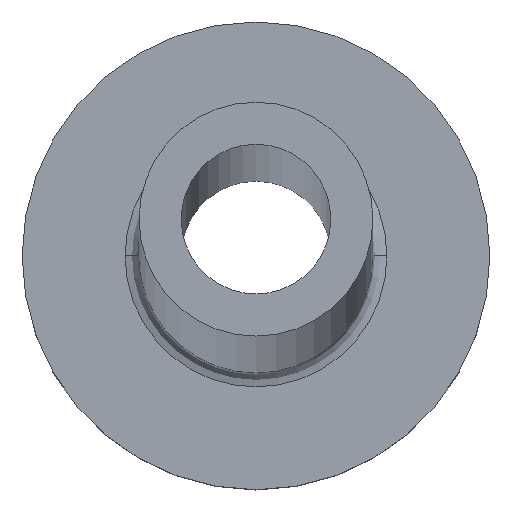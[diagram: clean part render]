
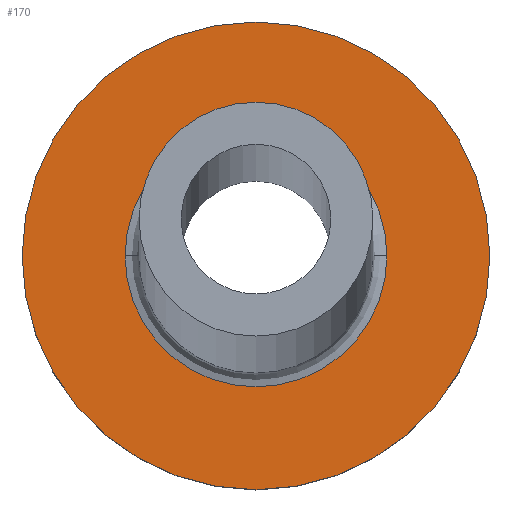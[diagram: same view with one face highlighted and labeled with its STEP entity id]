
A CAD part, top view. The second image highlights one B-rep face of the part: STEP entity #170.
In plain terms, the highlighted planar face has unit normal (0, 0, 1).
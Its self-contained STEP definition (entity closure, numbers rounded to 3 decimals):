
#1 = CIRCLE ( 'NONE', #56, 5. ) ;
#2 = CIRCLE ( 'NONE', #191, 5. ) ;
#3 = CARTESIAN_POINT ( 'NONE',  ( 0., 0., 3. ) ) ;
#14 = AXIS2_PLACEMENT_3D ( 'NONE', #254, #75, #371 ) ;
#28 = ORIENTED_EDGE ( 'NONE', *, *, #236, .T. ) ;
#32 = CARTESIAN_POINT ( 'NONE',  ( 2.8, 0., 3. ) ) ;
#37 = CARTESIAN_POINT ( 'NONE',  ( -5., 0., 3. ) ) ;
#56 = AXIS2_PLACEMENT_3D ( 'NONE', #232, #380, #237 ) ;
#59 = FACE_OUTER_BOUND ( 'NONE', #330, .T. ) ;
#65 = VERTEX_POINT ( 'NONE', #240 ) ;
#75 = DIRECTION ( 'NONE',  ( 0., 0., -1. ) ) ;
#84 = PLANE ( 'NONE',  #136 ) ;
#102 = DIRECTION ( 'NONE',  ( 1., 0., 0. ) ) ;
#107 = CARTESIAN_POINT ( 'NONE',  ( 5., 0., 3. ) ) ;
#136 = AXIS2_PLACEMENT_3D ( 'NONE', #287, #198, #102 ) ;
#139 = DIRECTION ( 'NONE',  ( 1., 0., 0. ) ) ;
#156 = ORIENTED_EDGE ( 'NONE', *, *, #308, .T. ) ;
#164 = CIRCLE ( 'NONE', #14, 2.8 ) ;
#170 = ADVANCED_FACE ( 'NONE', ( #376, #59 ), #84, .T. ) ;
#174 = CARTESIAN_POINT ( 'NONE',  ( 0., 0., 3. ) ) ;
#180 = EDGE_LOOP ( 'NONE', ( #28, #336 ) ) ;
#191 = AXIS2_PLACEMENT_3D ( 'NONE', #174, #234, #294 ) ;
#198 = DIRECTION ( 'NONE',  ( 0., 0., 1. ) ) ;
#202 = DIRECTION ( 'NONE',  ( 0., 0., -1. ) ) ;
#207 = CIRCLE ( 'NONE', #329, 2.8 ) ;
#232 = CARTESIAN_POINT ( 'NONE',  ( 0., 0., 3. ) ) ;
#234 = DIRECTION ( 'NONE',  ( 0., 0., 1. ) ) ;
#236 = EDGE_CURVE ( 'NONE', #306, #65, #164, .T. ) ;
#237 = DIRECTION ( 'NONE',  ( 1., 0., 0. ) ) ;
#240 = CARTESIAN_POINT ( 'NONE',  ( -2.8, 0., 3. ) ) ;
#247 = VERTEX_POINT ( 'NONE', #107 ) ;
#254 = CARTESIAN_POINT ( 'NONE',  ( 0., 0., 3. ) ) ;
#281 = EDGE_CURVE ( 'NONE', #247, #334, #1, .T. ) ;
#287 = CARTESIAN_POINT ( 'NONE',  ( 0., 0., 3. ) ) ;
#294 = DIRECTION ( 'NONE',  ( 1., 0., 0. ) ) ;
#306 = VERTEX_POINT ( 'NONE', #32 ) ;
#308 = EDGE_CURVE ( 'NONE', #334, #247, #2, .T. ) ;
#329 = AXIS2_PLACEMENT_3D ( 'NONE', #3, #202, #139 ) ;
#330 = EDGE_LOOP ( 'NONE', ( #156, #367 ) ) ;
#334 = VERTEX_POINT ( 'NONE', #37 ) ;
#336 = ORIENTED_EDGE ( 'NONE', *, *, #375, .T. ) ;
#367 = ORIENTED_EDGE ( 'NONE', *, *, #281, .T. ) ;
#371 = DIRECTION ( 'NONE',  ( 1., 0., 0. ) ) ;
#375 = EDGE_CURVE ( 'NONE', #65, #306, #207, .T. ) ;
#376 = FACE_BOUND ( 'NONE', #180, .T. ) ;
#380 = DIRECTION ( 'NONE',  ( 0., 0., 1. ) ) ;
